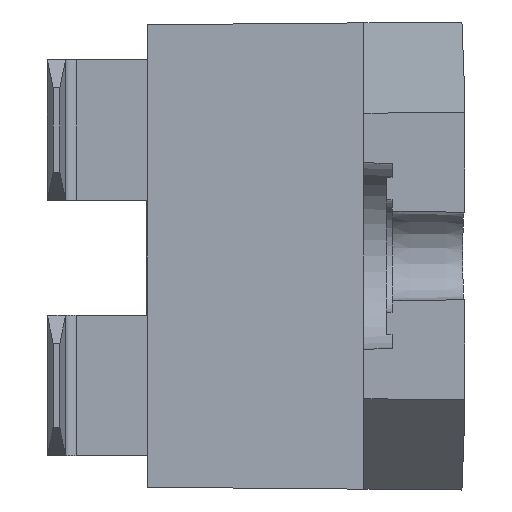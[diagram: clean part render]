
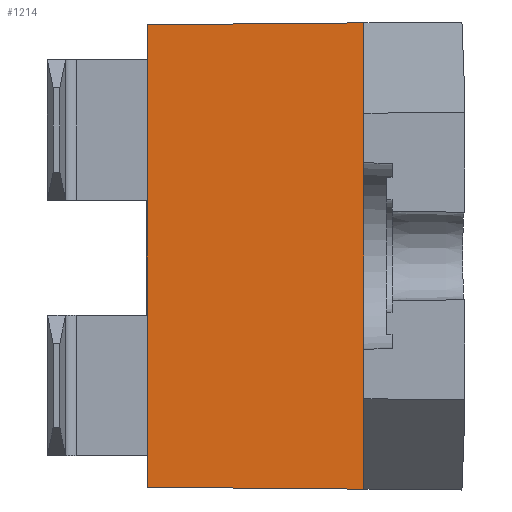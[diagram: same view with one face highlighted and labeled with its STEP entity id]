
A CAD part, left-side view. The second image highlights one B-rep face of the part: STEP entity #1214.
In plain terms, the highlighted planar face has unit normal (-1, 0.009, 0).
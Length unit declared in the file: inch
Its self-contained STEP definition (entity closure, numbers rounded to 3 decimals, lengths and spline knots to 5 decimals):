
#136 = ORIENTED_EDGE ( 'NONE', *, *, #3372, .F. ) ;
#952 = AXIS2_PLACEMENT_3D ( 'NONE', #9340, #9401, #10634 ) ;
#1214 = ADVANCED_FACE ( 'NONE', ( #2671 ), #10752, .T. ) ;
#1607 = VERTEX_POINT ( 'NONE', #15471 ) ;
#1750 = DIRECTION ( 'NONE',  ( -0.009, -1., -0.009 ) ) ;
#1832 = EDGE_LOOP ( 'NONE', ( #4051, #136, #12606, #5785 ) ) ;
#2419 = CARTESIAN_POINT ( 'NONE',  ( -1.23506, -0.06619, 1.22769 ) ) ;
#2671 = FACE_OUTER_BOUND ( 'NONE', #1832, .T. ) ;
#2884 = CARTESIAN_POINT ( 'NONE',  ( -1.23506, -0.06619, 0.39769 ) ) ;
#3211 = DIRECTION ( 'NONE',  ( 0., 0., 1. ) ) ;
#3372 = EDGE_CURVE ( 'NONE', #14806, #7031, #6291, .T. ) ;
#3386 = CARTESIAN_POINT ( 'NONE',  ( -1.23169, 0.31981, 0.81269 ) ) ;
#3729 = VECTOR ( 'NONE', #12257, 39.37008 ) ;
#4051 = ORIENTED_EDGE ( 'NONE', *, *, #10759, .F. ) ;
#4150 = LINE ( 'NONE', #2884, #3729 ) ;
#4295 = EDGE_CURVE ( 'NONE', #12083, #14806, #12182, .T. ) ;
#4718 = EDGE_CURVE ( 'NONE', #12083, #1607, #16179, .T. ) ;
#4946 = CARTESIAN_POINT ( 'NONE',  ( -1.23169, 0.31981, 1.22432 ) ) ;
#5213 = VECTOR ( 'NONE', #3211, 39.37008 ) ;
#5785 = ORIENTED_EDGE ( 'NONE', *, *, #4718, .T. ) ;
#6291 = LINE ( 'NONE', #6919, #15974 ) ;
#6919 = CARTESIAN_POINT ( 'NONE',  ( -1.23499, -0.05895, 1.22763 ) ) ;
#7031 = VERTEX_POINT ( 'NONE', #2419 ) ;
#9340 = CARTESIAN_POINT ( 'NONE',  ( -1.23506, -0.06619, 0.39769 ) ) ;
#9401 = DIRECTION ( 'NONE',  ( -1., 0.009, 0. ) ) ;
#10634 = DIRECTION ( 'NONE',  ( -0.009, -1., 0. ) ) ;
#10752 = PLANE ( 'NONE',  #952 ) ;
#10759 = EDGE_CURVE ( 'NONE', #7031, #1607, #4150, .T. ) ;
#11533 = VECTOR ( 'NONE', #1750, 39.37008 ) ;
#12083 = VERTEX_POINT ( 'NONE', #12699 ) ;
#12182 = LINE ( 'NONE', #3386, #5213 ) ;
#12257 = DIRECTION ( 'NONE',  ( 0., 0., -1. ) ) ;
#12606 = ORIENTED_EDGE ( 'NONE', *, *, #4295, .F. ) ;
#12699 = CARTESIAN_POINT ( 'NONE',  ( -1.23169, 0.31981, 0.40106 ) ) ;
#13071 = DIRECTION ( 'NONE',  ( -0.009, -1., 0.009 ) ) ;
#14806 = VERTEX_POINT ( 'NONE', #4946 ) ;
#15471 = CARTESIAN_POINT ( 'NONE',  ( -1.23506, -0.06619, 0.39769 ) ) ;
#15974 = VECTOR ( 'NONE', #13071, 39.37008 ) ;
#16179 = LINE ( 'NONE', #17437, #11533 ) ;
#17437 = CARTESIAN_POINT ( 'NONE',  ( -1.23506, -0.06619, 0.39769 ) ) ;
